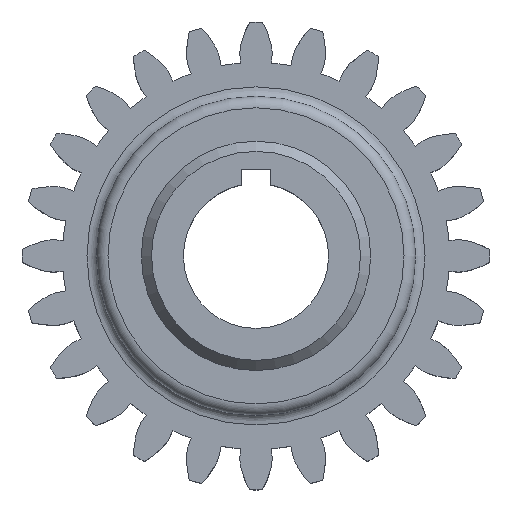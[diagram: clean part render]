
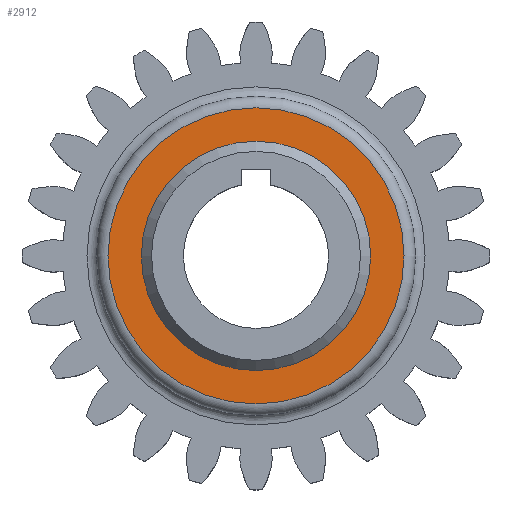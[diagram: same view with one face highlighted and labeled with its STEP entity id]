
A CAD part, top view. The second image highlights one B-rep face of the part: STEP entity #2912.
In plain terms, the highlighted planar face has unit normal (0, 0, 1).
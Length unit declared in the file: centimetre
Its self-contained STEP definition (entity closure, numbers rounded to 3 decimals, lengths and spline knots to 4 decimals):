
#230=FACE_BOUND('',#522,.T.);
#338=CIRCLE('',#3179,2.5091);
#339=CIRCLE('',#3181,3.2397);
#353=FACE_OUTER_BOUND('',#521,.T.);
#521=EDGE_LOOP('',(#2260));
#522=EDGE_LOOP('',(#2261));
#1475=VERTEX_POINT('',#5962);
#1476=VERTEX_POINT('',#5965);
#1786=EDGE_CURVE('',#1475,#1475,#338,.T.);
#1787=EDGE_CURVE('',#1476,#1476,#339,.T.);
#2260=ORIENTED_EDGE('',*,*,#1787,.F.);
#2261=ORIENTED_EDGE('',*,*,#1786,.T.);
#2850=PLANE('',#3180);
#2912=ADVANCED_FACE('',(#353,#230),#2850,.T.);
#3179=AXIS2_PLACEMENT_3D('',#5963,#3625,#3626);
#3180=AXIS2_PLACEMENT_3D('',#5964,#3627,#3628);
#3181=AXIS2_PLACEMENT_3D('',#5966,#3629,#3630);
#3625=DIRECTION('center_axis',(0.,0.,-1.));
#3626=DIRECTION('ref_axis',(1.,0.,0.));
#3627=DIRECTION('center_axis',(0.,0.,1.));
#3628=DIRECTION('ref_axis',(1.,0.,0.));
#3629=DIRECTION('center_axis',(0.,0.,-1.));
#3630=DIRECTION('ref_axis',(1.,0.,0.));
#5962=CARTESIAN_POINT('',(-2.5091,0.,2.286));
#5963=CARTESIAN_POINT('Origin',(0.,0.,2.286));
#5964=CARTESIAN_POINT('Origin',(-3.2397,0.,2.286));
#5965=CARTESIAN_POINT('',(-3.2397,0.,2.286));
#5966=CARTESIAN_POINT('Origin',(0.,0.,2.286));
